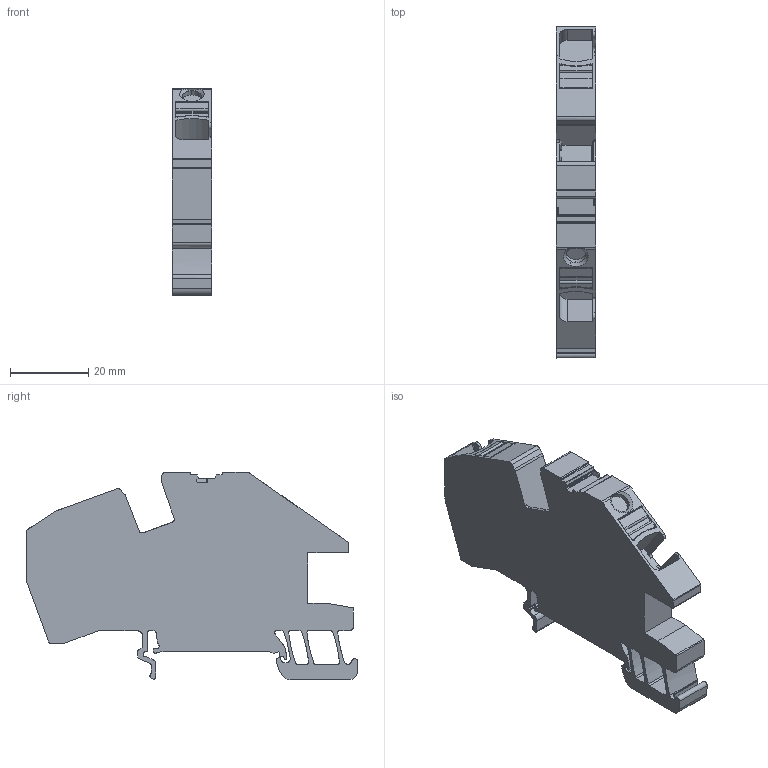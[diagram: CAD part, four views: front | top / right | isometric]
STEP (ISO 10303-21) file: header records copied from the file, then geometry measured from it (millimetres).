
FILE_DESCRIPTION(('CATIA V5R22 STEP214','CAx-IF Rec.Pracs.--- Model Styling and Organization---1.4--- 2014-01-23'),'2;1');
FILE_NAME ('1117192-2_0', '2021-08-13T08:04:13+00:00', ('Weidmueller Interface'), ('Weidmueller'), 'CATIA Version 5-6 Release 2016 SP3 HF44', 'CATIA V5 STEP AP214', 'none');
FILE_SCHEMA(('AUTOMOTIVE_DESIGN { 1 0 10303 214 1 1 1 1 }'));
Length unit declared in the file: millimetre
Products named in the file (1): 2668750000
Bounding box: 10 x 84.61 x 52.83 mm (x, y, z)
Volume: 26849 mm3; surface area: 11263.2 mm2
Topology: 3 solids, 4 shells, 511 faces, 1462 edges, 958 vertices
Faces by surface type: plane 197, cylinder 196, extrusion 91, torus 15, cone 6, sphere 6
Entity records: 17738 total; most frequent: CARTESIAN_POINT 5091, ORIENTED_EDGE 2912, DIRECTION 2041, EDGE_CURVE 1456, VECTOR 989, VERTEX_POINT 958, LINE 898, AXIS2_PLACEMENT_3D 675
